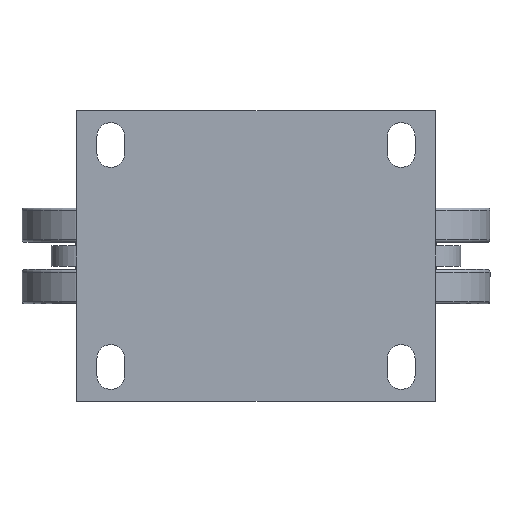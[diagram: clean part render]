
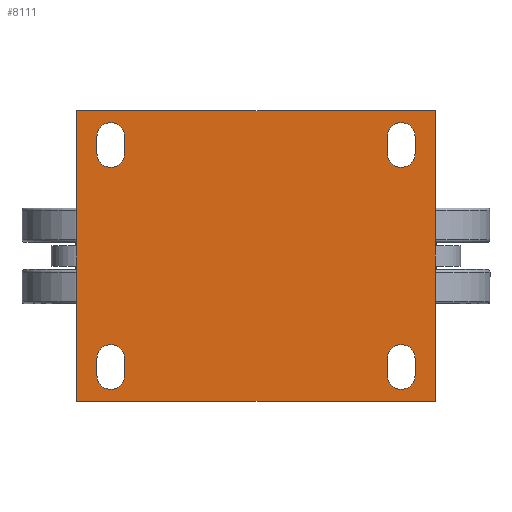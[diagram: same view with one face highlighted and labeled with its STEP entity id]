
A CAD part, front view. The second image highlights one B-rep face of the part: STEP entity #8111.
In plain terms, the highlighted face is planar.
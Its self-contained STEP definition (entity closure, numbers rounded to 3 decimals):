
#619=FACE_BOUND('',#1592,.T.);
#620=FACE_BOUND('',#1593,.T.);
#621=FACE_BOUND('',#1594,.T.);
#622=FACE_BOUND('',#1595,.T.);
#800=PLANE('',#9255);
#1108=FACE_OUTER_BOUND('',#1591,.T.);
#1591=EDGE_LOOP('',(#6709,#6710,#6711,#6712));
#1592=EDGE_LOOP('',(#6713,#6714,#6715,#6716));
#1593=EDGE_LOOP('',(#6717,#6718,#6719,#6720));
#1594=EDGE_LOOP('',(#6721,#6722,#6723,#6724));
#1595=EDGE_LOOP('',(#6725,#6726,#6727,#6728));
#2168=LINE('',#13705,#2654);
#2172=LINE('',#13715,#2658);
#2177=LINE('',#13730,#2663);
#2180=LINE('',#13739,#2666);
#2185=LINE('',#13754,#2671);
#2188=LINE('',#13763,#2674);
#2192=LINE('',#13777,#2678);
#2196=LINE('',#13787,#2682);
#2201=LINE('',#13800,#2687);
#2204=LINE('',#13805,#2690);
#2206=LINE('',#13809,#2692);
#2208=LINE('',#13812,#2694);
#2654=VECTOR('',#11054,10.);
#2658=VECTOR('',#11066,10.);
#2663=VECTOR('',#11079,10.);
#2666=VECTOR('',#11090,10.);
#2671=VECTOR('',#11103,10.);
#2674=VECTOR('',#11114,10.);
#2678=VECTOR('',#11126,10.);
#2682=VECTOR('',#11138,10.);
#2687=VECTOR('',#11147,10.);
#2690=VECTOR('',#11152,10.);
#2692=VECTOR('',#11156,10.);
#2694=VECTOR('',#11160,10.);
#3021=CIRCLE('',#9220,8.1);
#3023=CIRCLE('',#9224,8.1);
#3025=CIRCLE('',#9228,8.1);
#3027=CIRCLE('',#9232,8.1);
#3029=CIRCLE('',#9236,8.1);
#3031=CIRCLE('',#9240,8.1);
#3033=CIRCLE('',#9244,8.1);
#3035=CIRCLE('',#9248,8.1);
#3721=VERTEX_POINT('',#13696);
#3722=VERTEX_POINT('',#13698);
#3724=VERTEX_POINT('',#13704);
#3726=VERTEX_POINT('',#13710);
#3729=VERTEX_POINT('',#13720);
#3730=VERTEX_POINT('',#13722);
#3732=VERTEX_POINT('',#13728);
#3734=VERTEX_POINT('',#13734);
#3737=VERTEX_POINT('',#13744);
#3738=VERTEX_POINT('',#13746);
#3740=VERTEX_POINT('',#13752);
#3742=VERTEX_POINT('',#13758);
#3745=VERTEX_POINT('',#13768);
#3746=VERTEX_POINT('',#13770);
#3748=VERTEX_POINT('',#13776);
#3750=VERTEX_POINT('',#13782);
#3755=VERTEX_POINT('',#13798);
#3756=VERTEX_POINT('',#13799);
#3757=VERTEX_POINT('',#13804);
#3758=VERTEX_POINT('',#13808);
#4767=EDGE_CURVE('',#3722,#3721,#3021,.T.);
#4770=EDGE_CURVE('',#3724,#3722,#2168,.T.);
#4773=EDGE_CURVE('',#3726,#3724,#3023,.T.);
#4776=EDGE_CURVE('',#3721,#3726,#2172,.T.);
#4779=EDGE_CURVE('',#3730,#3729,#3025,.T.);
#4783=EDGE_CURVE('',#3729,#3732,#2177,.T.);
#4786=EDGE_CURVE('',#3732,#3734,#3027,.T.);
#4788=EDGE_CURVE('',#3734,#3730,#2180,.T.);
#4791=EDGE_CURVE('',#3738,#3737,#3029,.T.);
#4795=EDGE_CURVE('',#3737,#3740,#2185,.T.);
#4798=EDGE_CURVE('',#3740,#3742,#3031,.T.);
#4800=EDGE_CURVE('',#3742,#3738,#2188,.T.);
#4803=EDGE_CURVE('',#3746,#3745,#3033,.T.);
#4806=EDGE_CURVE('',#3748,#3746,#2192,.T.);
#4809=EDGE_CURVE('',#3750,#3748,#3035,.T.);
#4812=EDGE_CURVE('',#3745,#3750,#2196,.T.);
#4817=EDGE_CURVE('',#3755,#3756,#2201,.T.);
#4820=EDGE_CURVE('',#3756,#3757,#2204,.T.);
#4822=EDGE_CURVE('',#3757,#3758,#2206,.T.);
#4824=EDGE_CURVE('',#3758,#3755,#2208,.T.);
#6709=ORIENTED_EDGE('',*,*,#4817,.F.);
#6710=ORIENTED_EDGE('',*,*,#4824,.F.);
#6711=ORIENTED_EDGE('',*,*,#4822,.F.);
#6712=ORIENTED_EDGE('',*,*,#4820,.F.);
#6713=ORIENTED_EDGE('',*,*,#4767,.T.);
#6714=ORIENTED_EDGE('',*,*,#4776,.T.);
#6715=ORIENTED_EDGE('',*,*,#4773,.T.);
#6716=ORIENTED_EDGE('',*,*,#4770,.T.);
#6717=ORIENTED_EDGE('',*,*,#4779,.T.);
#6718=ORIENTED_EDGE('',*,*,#4783,.T.);
#6719=ORIENTED_EDGE('',*,*,#4786,.T.);
#6720=ORIENTED_EDGE('',*,*,#4788,.T.);
#6721=ORIENTED_EDGE('',*,*,#4791,.T.);
#6722=ORIENTED_EDGE('',*,*,#4795,.T.);
#6723=ORIENTED_EDGE('',*,*,#4798,.T.);
#6724=ORIENTED_EDGE('',*,*,#4800,.T.);
#6725=ORIENTED_EDGE('',*,*,#4809,.T.);
#6726=ORIENTED_EDGE('',*,*,#4806,.T.);
#6727=ORIENTED_EDGE('',*,*,#4803,.T.);
#6728=ORIENTED_EDGE('',*,*,#4812,.T.);
#8111=ADVANCED_FACE('',(#1108,#619,#620,#621,#622),#800,.T.);
#9220=AXIS2_PLACEMENT_3D('',#13699,#11048,#11049);
#9224=AXIS2_PLACEMENT_3D('',#13711,#11060,#11061);
#9228=AXIS2_PLACEMENT_3D('',#13723,#11072,#11073);
#9232=AXIS2_PLACEMENT_3D('',#13736,#11085,#11086);
#9236=AXIS2_PLACEMENT_3D('',#13747,#11096,#11097);
#9240=AXIS2_PLACEMENT_3D('',#13760,#11109,#11110);
#9244=AXIS2_PLACEMENT_3D('',#13771,#11120,#11121);
#9248=AXIS2_PLACEMENT_3D('',#13783,#11132,#11133);
#9255=AXIS2_PLACEMENT_3D('',#13813,#11161,#11162);
#11048=DIRECTION('center_axis',(0.,0.,-1.));
#11049=DIRECTION('ref_axis',(0.,1.,0.));
#11054=DIRECTION('',(1.,0.,0.));
#11060=DIRECTION('center_axis',(0.,0.,-1.));
#11061=DIRECTION('ref_axis',(0.,-1.,0.));
#11066=DIRECTION('',(-1.,0.,0.));
#11072=DIRECTION('center_axis',(0.,0.,-1.));
#11073=DIRECTION('ref_axis',(0.,1.,0.));
#11079=DIRECTION('',(1.,0.,0.));
#11085=DIRECTION('center_axis',(0.,0.,-1.));
#11086=DIRECTION('ref_axis',(0.,-1.,0.));
#11090=DIRECTION('',(-1.,0.,0.));
#11096=DIRECTION('center_axis',(0.,0.,-1.));
#11097=DIRECTION('ref_axis',(0.,-1.,0.));
#11103=DIRECTION('',(-1.,0.,0.));
#11109=DIRECTION('center_axis',(0.,0.,-1.));
#11110=DIRECTION('ref_axis',(0.,1.,0.));
#11114=DIRECTION('',(1.,0.,0.));
#11120=DIRECTION('center_axis',(0.,0.,-1.));
#11121=DIRECTION('ref_axis',(0.,-1.,0.));
#11126=DIRECTION('',(-1.,0.,0.));
#11132=DIRECTION('center_axis',(0.,0.,-1.));
#11133=DIRECTION('ref_axis',(0.,1.,0.));
#11138=DIRECTION('',(1.,0.,0.));
#11147=DIRECTION('',(0.,-1.,0.));
#11152=DIRECTION('',(-1.,0.,0.));
#11156=DIRECTION('',(0.,1.,0.));
#11160=DIRECTION('',(1.,0.,0.));
#11161=DIRECTION('center_axis',(0.,0.,1.));
#11162=DIRECTION('ref_axis',(1.,0.,0.));
#13696=CARTESIAN_POINT('',(-60.,-93.1,2.));
#13698=CARTESIAN_POINT('',(-60.,-76.9,2.));
#13699=CARTESIAN_POINT('Origin',(-60.,-85.,2.));
#13704=CARTESIAN_POINT('',(-70.,-76.9,2.));
#13705=CARTESIAN_POINT('',(-35.,-76.9,2.));
#13710=CARTESIAN_POINT('',(-70.,-93.1,2.));
#13711=CARTESIAN_POINT('Origin',(-70.,-85.,2.));
#13715=CARTESIAN_POINT('',(-30.,-93.1,2.));
#13720=CARTESIAN_POINT('',(60.,-76.9,2.));
#13722=CARTESIAN_POINT('',(60.,-93.1,2.));
#13723=CARTESIAN_POINT('Origin',(60.,-85.,2.));
#13728=CARTESIAN_POINT('',(70.,-76.9,2.));
#13730=CARTESIAN_POINT('',(35.,-76.9,2.));
#13734=CARTESIAN_POINT('',(70.,-93.1,2.));
#13736=CARTESIAN_POINT('Origin',(70.,-85.,2.));
#13739=CARTESIAN_POINT('',(30.,-93.1,2.));
#13744=CARTESIAN_POINT('',(-60.,76.9,2.));
#13746=CARTESIAN_POINT('',(-60.,93.1,2.));
#13747=CARTESIAN_POINT('Origin',(-60.,85.,2.));
#13752=CARTESIAN_POINT('',(-70.,76.9,2.));
#13754=CARTESIAN_POINT('',(-35.,76.9,2.));
#13758=CARTESIAN_POINT('',(-70.,93.1,2.));
#13760=CARTESIAN_POINT('Origin',(-70.,85.,2.));
#13763=CARTESIAN_POINT('',(-30.,93.1,2.));
#13768=CARTESIAN_POINT('',(60.,93.1,2.));
#13770=CARTESIAN_POINT('',(60.,76.9,2.));
#13771=CARTESIAN_POINT('Origin',(60.,85.,2.));
#13776=CARTESIAN_POINT('',(70.,76.9,2.));
#13777=CARTESIAN_POINT('',(35.,76.9,2.));
#13782=CARTESIAN_POINT('',(70.,93.1,2.));
#13783=CARTESIAN_POINT('Origin',(70.,85.,2.));
#13787=CARTESIAN_POINT('',(30.,93.1,2.));
#13798=CARTESIAN_POINT('',(85.,105.,2.));
#13799=CARTESIAN_POINT('',(85.,-105.,2.));
#13800=CARTESIAN_POINT('',(85.,105.,2.));
#13804=CARTESIAN_POINT('',(-85.,-105.,2.));
#13805=CARTESIAN_POINT('',(85.,-105.,2.));
#13808=CARTESIAN_POINT('',(-85.,105.,2.));
#13809=CARTESIAN_POINT('',(-85.,-105.,2.));
#13812=CARTESIAN_POINT('',(-85.,105.,2.));
#13813=CARTESIAN_POINT('Origin',(0.,0.,2.));
